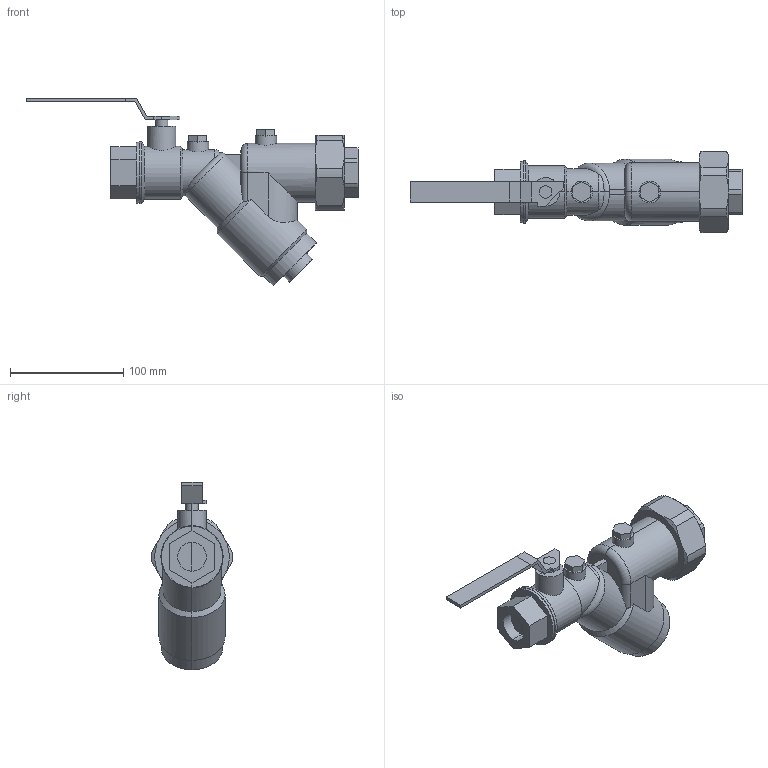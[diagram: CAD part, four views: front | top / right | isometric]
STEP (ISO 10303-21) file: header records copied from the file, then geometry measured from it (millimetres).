
FILE_DESCRIPTION(/* description */ (''),/* implementation_level */ '2;1');
FILE_NAME(/* name */ '121161.stp',/* time_stamp */ '2016-07-27T08:59:20+02:00',/* author */ ('UFFTEC'),/* organization */ (''),/* preprocessor_version */ 'ST-DEVELOPER v15.2',/* originating_system */ 'Autodesk Inventor 2014',/* authorisation */ '');
FILE_SCHEMA (('AUTOMOTIVE_DESIGN { 1 0 10303 214 3 1 1 }'));
Length unit declared in the file: millimetre
Products named in the file (8): Parte301; Parte303; Parte305; Parte307; Parte309; Parte311; Parte313; Assieme11
Bounding box: 293.5 x 71.95 x 166 mm (x, y, z)
Volume: 708997 mm3; surface area: 81551.2 mm2
Topology: 8 solids, 8 shells, 169 faces, 392 edges, 242 vertices
Faces by surface type: plane 90, cylinder 49, cone 24, torus 6
Entity records: 5282 total; most frequent: CARTESIAN_POINT 1355, DIRECTION 807, ORIENTED_EDGE 784, EDGE_CURVE 392, AXIS2_PLACEMENT_3D 292, VERTEX_POINT 242, LINE 223, VECTOR 223
